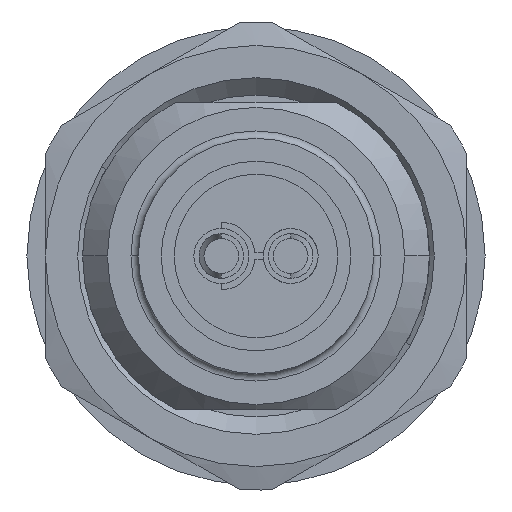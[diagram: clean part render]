
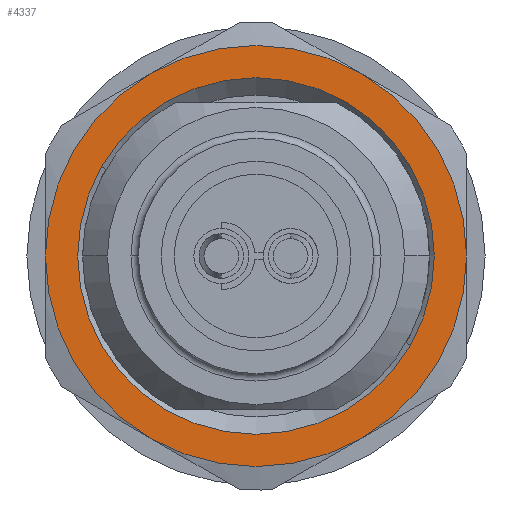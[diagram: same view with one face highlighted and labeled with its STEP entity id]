
A CAD part, left-side view. The second image highlights one B-rep face of the part: STEP entity #4337.
In plain terms, the highlighted planar face has unit normal (-1, 0, 0).
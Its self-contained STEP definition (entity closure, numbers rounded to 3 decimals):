
#3566=CARTESIAN_POINT('',(-1.5,0.,0.));
#3567=DIRECTION('',(-1.,0.,0.));
#3568=DIRECTION('',(0.,0.,1.));
#3569=AXIS2_PLACEMENT_3D('',#3566,#3567,#3568);
#3574=CARTESIAN_POINT('',(-1.5,0.,0.));
#3575=DIRECTION('',(-1.,0.,0.));
#3576=DIRECTION('',(0.,-0.866,0.5));
#3577=AXIS2_PLACEMENT_3D('',#3574,#3575,#3576);
#3582=CARTESIAN_POINT('',(-1.5,0.,0.));
#3583=DIRECTION('',(-1.,0.,0.));
#3584=DIRECTION('',(0.,0.,-1.));
#3585=AXIS2_PLACEMENT_3D('',#3582,#3583,#3584);
#3590=CARTESIAN_POINT('',(-1.5,0.,0.));
#3591=DIRECTION('',(-1.,0.,0.));
#3592=DIRECTION('',(0.,0.866,-0.5));
#3593=AXIS2_PLACEMENT_3D('',#3590,#3591,#3592);
#3598=CARTESIAN_POINT('',(-1.5,0.,0.));
#3599=DIRECTION('',(-1.,0.,0.));
#3600=DIRECTION('',(0.,0.866,0.5));
#3601=AXIS2_PLACEMENT_3D('',#3598,#3599,#3600);
#3922=CARTESIAN_POINT('',(-1.5,0.,0.));
#3923=DIRECTION('',(-1.,0.,0.));
#3924=DIRECTION('',(0.,-0.866,-0.5));
#3925=AXIS2_PLACEMENT_3D('',#3922,#3923,#3924);
#3998=CARTESIAN_POINT('',(-1.5,0.,0.));
#3999=DIRECTION('',(-1.,0.,0.));
#4000=DIRECTION('',(0.,-1.,0.));
#4001=AXIS2_PLACEMENT_3D('',#3998,#3999,#4000);
#4028=CARTESIAN_POINT('',(-1.5,0.,0.));
#4029=DIRECTION('',(-1.,0.,0.));
#4030=DIRECTION('',(0.,1.,0.));
#4031=AXIS2_PLACEMENT_3D('',#4028,#4029,#4030);
#4224=CARTESIAN_POINT('',(-1.5,7.361,-4.25));
#4225=CARTESIAN_POINT('',(-1.5,0.,-8.5));
#4226=VERTEX_POINT('',#4224);
#4227=VERTEX_POINT('',#4225);
#4228=CARTESIAN_POINT('',(-1.5,-7.361,-4.25));
#4229=VERTEX_POINT('',#4228);
#4230=CARTESIAN_POINT('',(-1.5,-7.361,4.25));
#4231=CARTESIAN_POINT('',(-1.5,0.,8.5));
#4232=VERTEX_POINT('',#4230);
#4233=VERTEX_POINT('',#4231);
#4234=CARTESIAN_POINT('',(-1.5,7.361,4.25));
#4235=VERTEX_POINT('',#4234);
#4296=CARTESIAN_POINT('',(-1.5,7.2,0.));
#4297=CARTESIAN_POINT('',(-1.5,-7.2,0.));
#4298=VERTEX_POINT('',#4296);
#4299=VERTEX_POINT('',#4297);
#4312=CARTESIAN_POINT('',(-1.5,0.,0.));
#4313=DIRECTION('',(1.,0.,0.));
#4314=DIRECTION('',(0.,0.,-1.));
#4315=AXIS2_PLACEMENT_3D('',#4312,#4313,#4314);
#4316=PLANE('',#4315);
#4318=ORIENTED_EDGE('',*,*,#4317,.F.);
#4320=ORIENTED_EDGE('',*,*,#4319,.F.);
#4322=ORIENTED_EDGE('',*,*,#4321,.F.);
#4324=ORIENTED_EDGE('',*,*,#4323,.F.);
#4326=ORIENTED_EDGE('',*,*,#4325,.F.);
#4328=ORIENTED_EDGE('',*,*,#4327,.F.);
#4329=EDGE_LOOP('',(#4318,#4320,#4322,#4324,#4326,#4328));
#4330=FACE_OUTER_BOUND('',#4329,.F.);
#4332=ORIENTED_EDGE('',*,*,#4331,.T.);
#4334=ORIENTED_EDGE('',*,*,#4333,.T.);
#4335=EDGE_LOOP('',(#4332,#4334));
#4336=FACE_BOUND('',#4335,.F.);
#3570=CIRCLE('',#3569,8.5);
#3578=CIRCLE('',#3577,8.5);
#3586=CIRCLE('',#3585,8.5);
#3594=CIRCLE('',#3593,8.5);
#3602=CIRCLE('',#3601,8.5);
#3926=CIRCLE('',#3925,8.5);
#4002=CIRCLE('',#4001,7.2);
#4032=CIRCLE('',#4031,7.2);
#4317=EDGE_CURVE('',#4235,#4226,#3602,.T.);
#4319=EDGE_CURVE('',#4233,#4235,#3570,.T.);
#4321=EDGE_CURVE('',#4232,#4233,#3578,.T.);
#4323=EDGE_CURVE('',#4229,#4232,#3926,.T.);
#4325=EDGE_CURVE('',#4227,#4229,#3586,.T.);
#4327=EDGE_CURVE('',#4226,#4227,#3594,.T.);
#4331=EDGE_CURVE('',#4298,#4299,#4032,.T.);
#4333=EDGE_CURVE('',#4299,#4298,#4002,.T.);
#4337=ADVANCED_FACE('',(#4330,#4336),#4316,.F.);
